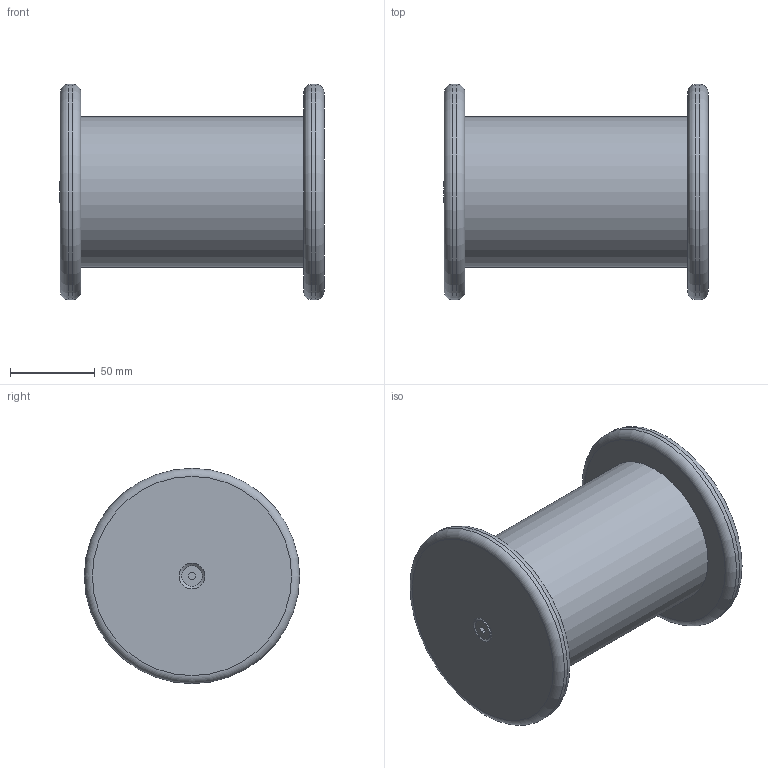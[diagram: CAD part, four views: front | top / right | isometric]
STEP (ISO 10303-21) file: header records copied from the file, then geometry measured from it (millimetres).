
FILE_DESCRIPTION(/* description */ (''),/* implementation_level */ '2;1');
FILE_NAME(/* name */ 'CoreBlue v2.step',/* time_stamp */ '2025-11-03T16:31:50-05:00',/* author */ (''),/* organization */ (''),/* preprocessor_version */ 'ST-DEVELOPER v20.1',/* originating_system */ 'Autodesk Translation Framework v14.17.0.0',/* authorisation */ '');
FILE_SCHEMA (('AUTOMOTIVE_DESIGN { 1 0 10303 214 3 1 1 }'));
Length unit declared in the file: centimetre
Products named in the file (3): CoreBlue; HSFCHCS ANSI B18.3 - 1/4-28 UNF x 4 Steel Grade 2 Plain; 90975A321_Steel Tee Nut Inserts
Assembly tree (2 placements, depth 2):
  CoreBlue
    HSFCHCS ANSI B18.3 - 1/4-28 UNF x 4 Steel Grade 2 Plain
    90975A321_Steel Tee Nut Inserts
Bounding box: 155.8 x 127 x 127 mm (x, y, z)
Volume: 565140.5 mm3; surface area: 136902.1 mm2
Topology: 5 solids, 5 shells, 159 faces, 363 edges, 215 vertices
Faces by surface type: cylinder 60, plane 47, torus 33, bspline 14, cone 5
Full cylindrical faces by diameter (mm): 4.7 x4, 6.243 x1, 6.35 x5, 6.625 x1, 7.137 x1, 7.747 x1, 7.938 x1, 12.192 x1, 19.05 x1, 73.025 x3, 88.9 x3, 127 x2
Entity records: 6635 total; most frequent: CARTESIAN_POINT 3045, DIRECTION 754, ORIENTED_EDGE 714, EDGE_CURVE 357, AXIS2_PLACEMENT_3D 310, VERTEX_POINT 215, EDGE_LOOP 174, FACE_OUTER_BOUND 159
